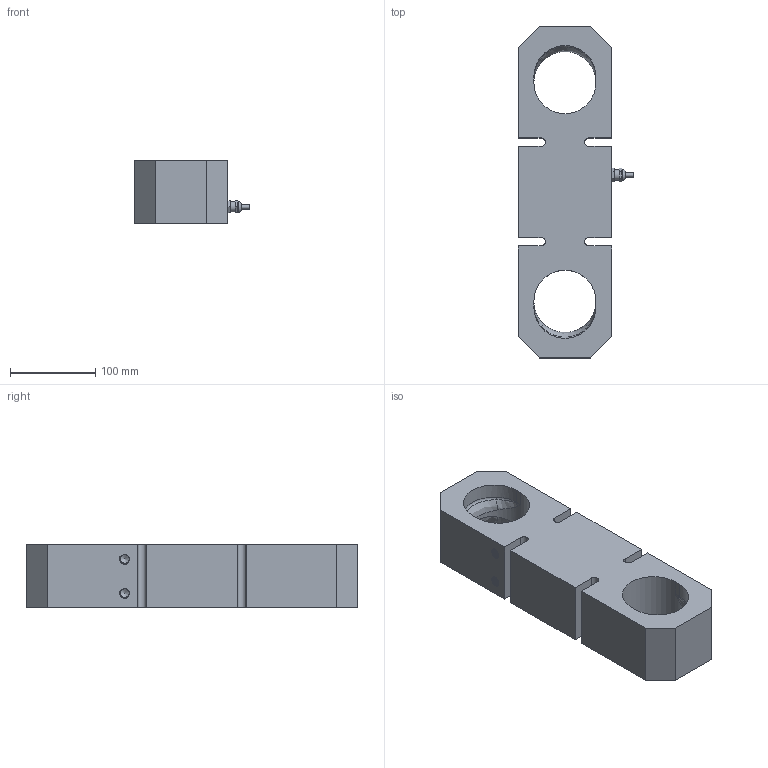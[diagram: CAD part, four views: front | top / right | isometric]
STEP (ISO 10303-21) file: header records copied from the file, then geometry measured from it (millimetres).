
FILE_DESCRIPTION(/* description */ (''),/* implementation_level */ '2;1');
FILE_NAME(/* name */ '110BH-50t v2.step',/* time_stamp */ '2020-02-03T10:42:58-08:00',/* author */ (''),/* organization */ (''),/* preprocessor_version */ 'ST-DEVELOPER v18',/* originating_system */ 'Autodesk Translation Framework v8.12.0.6',/* authorisation */ '');
FILE_SCHEMA (('AUTOMOTIVE_DESIGN { 1 0 10303 214 3 1 1 }'));
Length unit declared in the file: millimetre
Products named in the file (2): 110BH-50t; Connector
Assembly tree (1 placements, depth 2):
  110BH-50t
    Connector
Bounding box: 136.03 x 390 x 75 mm (x, y, z)
Volume: 2350556.4 mm3; surface area: 193444.7 mm2
Topology: 2 solids, 2 shells, 234 faces, 615 edges, 382 vertices
Faces by surface type: cylinder 135, plane 53, bspline 29, torus 12, cone 5
Full cylindrical faces by diameter (mm): 5.1 x1, 10 x1, 10.274 x44, 12 x2, 12.226 x52, 13 x1, 73 x2
Entity records: 18950 total; most frequent: CARTESIAN_POINT 13729, ORIENTED_EDGE 1204, DIRECTION 860, EDGE_CURVE 602, VERTEX_POINT 382, AXIS2_PLACEMENT_3D 306, B_SPLINE_CURVE_WITH_KNOTS 256, EDGE_LOOP 248
